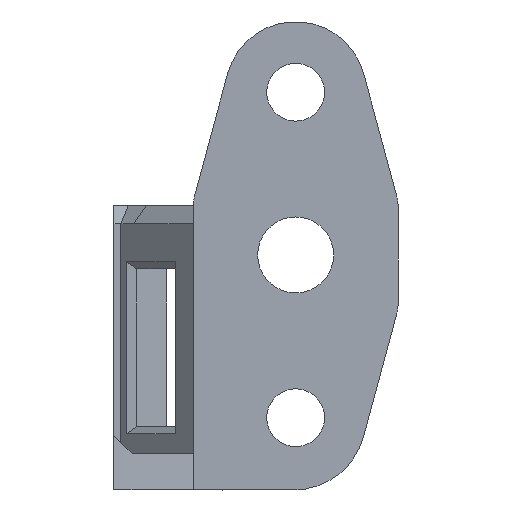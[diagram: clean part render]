
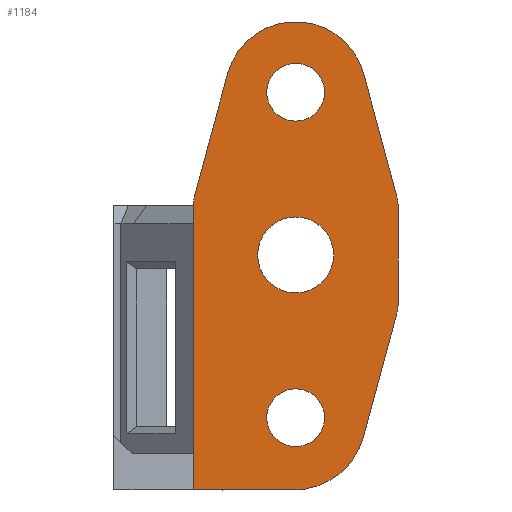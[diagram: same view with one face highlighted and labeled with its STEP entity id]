
A CAD part, front view. The second image highlights one B-rep face of the part: STEP entity #1184.
In plain terms, the highlighted planar face has unit normal (0, -1, 0).
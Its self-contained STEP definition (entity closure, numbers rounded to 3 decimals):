
#20=FACE_BOUND('',#191,.T.);
#21=FACE_BOUND('',#192,.T.);
#22=FACE_BOUND('',#193,.T.);
#28=CIRCLE('',#1205,2.1);
#40=CIRCLE('',#1232,4.);
#41=CIRCLE('',#1235,1.9);
#42=CIRCLE('',#1238,1.9);
#43=CIRCLE('',#1241,3.9);
#44=CIRCLE('',#1244,1.9);
#47=CIRCLE('',#1284,1.6);
#48=CIRCLE('',#1285,1.6);
#119=FACE_OUTER_BOUND('',#190,.T.);
#190=EDGE_LOOP('',(#1041,#1042,#1043,#1044,#1045,#1046,#1047,#1048,#1049,
#1050,#1051,#1052));
#191=EDGE_LOOP('',(#1053));
#192=EDGE_LOOP('',(#1054));
#193=EDGE_LOOP('',(#1055));
#220=LINE('',#1661,#362);
#253=LINE('',#1748,#395);
#256=LINE('',#1756,#398);
#259=LINE('',#1764,#401);
#262=LINE('',#1772,#404);
#266=LINE('',#1781,#408);
#334=LINE('',#1917,#476);
#362=VECTOR('',#1326,10.);
#395=VECTOR('',#1411,10.);
#398=VECTOR('',#1420,10.);
#401=VECTOR('',#1429,10.);
#404=VECTOR('',#1438,10.);
#408=VECTOR('',#1448,10.);
#476=VECTOR('',#1582,10.);
#494=VERTEX_POINT('',#1637);
#503=VERTEX_POINT('',#1658);
#504=VERTEX_POINT('',#1660);
#507=VERTEX_POINT('',#1670);
#531=VERTEX_POINT('',#1742);
#532=VERTEX_POINT('',#1746);
#533=VERTEX_POINT('',#1750);
#534=VERTEX_POINT('',#1754);
#535=VERTEX_POINT('',#1758);
#536=VERTEX_POINT('',#1762);
#537=VERTEX_POINT('',#1766);
#538=VERTEX_POINT('',#1770);
#539=VERTEX_POINT('',#1774);
#578=VERTEX_POINT('',#1927);
#579=VERTEX_POINT('',#1929);
#593=EDGE_CURVE('',#494,#494,#28,.T.);
#605=EDGE_CURVE('',#503,#504,#220,.T.);
#647=EDGE_CURVE('',#531,#503,#40,.T.);
#649=EDGE_CURVE('',#532,#531,#253,.T.);
#651=EDGE_CURVE('',#533,#532,#41,.T.);
#653=EDGE_CURVE('',#534,#533,#256,.T.);
#655=EDGE_CURVE('',#535,#534,#42,.T.);
#657=EDGE_CURVE('',#536,#535,#259,.T.);
#659=EDGE_CURVE('',#537,#536,#43,.T.);
#661=EDGE_CURVE('',#538,#537,#262,.T.);
#663=EDGE_CURVE('',#539,#538,#44,.T.);
#666=EDGE_CURVE('',#507,#539,#266,.T.);
#734=EDGE_CURVE('',#504,#507,#334,.T.);
#739=EDGE_CURVE('',#578,#578,#47,.T.);
#740=EDGE_CURVE('',#579,#579,#48,.T.);
#1041=ORIENTED_EDGE('',*,*,#647,.F.);
#1042=ORIENTED_EDGE('',*,*,#649,.F.);
#1043=ORIENTED_EDGE('',*,*,#651,.F.);
#1044=ORIENTED_EDGE('',*,*,#653,.F.);
#1045=ORIENTED_EDGE('',*,*,#655,.F.);
#1046=ORIENTED_EDGE('',*,*,#657,.F.);
#1047=ORIENTED_EDGE('',*,*,#659,.F.);
#1048=ORIENTED_EDGE('',*,*,#661,.F.);
#1049=ORIENTED_EDGE('',*,*,#663,.F.);
#1050=ORIENTED_EDGE('',*,*,#666,.F.);
#1051=ORIENTED_EDGE('',*,*,#734,.F.);
#1052=ORIENTED_EDGE('',*,*,#605,.F.);
#1053=ORIENTED_EDGE('',*,*,#593,.T.);
#1054=ORIENTED_EDGE('',*,*,#739,.F.);
#1055=ORIENTED_EDGE('',*,*,#740,.F.);
#1120=PLANE('',#1283);
#1184=ADVANCED_FACE('',(#119,#20,#21,#22),#1120,.F.);
#1205=AXIS2_PLACEMENT_3D('',#1638,#1310,#1311);
#1232=AXIS2_PLACEMENT_3D('',#1744,#1406,#1407);
#1235=AXIS2_PLACEMENT_3D('',#1752,#1415,#1416);
#1238=AXIS2_PLACEMENT_3D('',#1760,#1424,#1425);
#1241=AXIS2_PLACEMENT_3D('',#1768,#1433,#1434);
#1244=AXIS2_PLACEMENT_3D('',#1776,#1442,#1443);
#1283=AXIS2_PLACEMENT_3D('',#1926,#1593,#1594);
#1284=AXIS2_PLACEMENT_3D('',#1928,#1595,#1596);
#1285=AXIS2_PLACEMENT_3D('',#1930,#1597,#1598);
#1310=DIRECTION('center_axis',(0.,1.,0.));
#1311=DIRECTION('ref_axis',(1.,0.,0.));
#1326=DIRECTION('',(-1.,0.,0.));
#1406=DIRECTION('center_axis',(0.,1.,0.));
#1407=DIRECTION('ref_axis',(0.608,0.,-0.794));
#1411=DIRECTION('',(-0.261,0.,-0.965));
#1415=DIRECTION('center_axis',(0.,1.,0.));
#1416=DIRECTION('ref_axis',(1.,0.,0.));
#1420=DIRECTION('',(0.,0.,-1.));
#1424=DIRECTION('center_axis',(0.,1.,0.));
#1425=DIRECTION('ref_axis',(0.965,0.,0.261));
#1429=DIRECTION('',(0.261,0.,-0.965));
#1433=DIRECTION('center_axis',(0.,1.,0.));
#1434=DIRECTION('ref_axis',(-0.965,0.,0.261));
#1438=DIRECTION('',(0.261,0.,0.965));
#1442=DIRECTION('center_axis',(0.,1.,0.));
#1443=DIRECTION('ref_axis',(-1.,0.,0.));
#1448=DIRECTION('',(0.,0.,1.));
#1582=DIRECTION('',(0.,0.,1.));
#1593=DIRECTION('center_axis',(0.,1.,0.));
#1594=DIRECTION('ref_axis',(-1.,0.,0.));
#1595=DIRECTION('center_axis',(0.,-1.,0.));
#1596=DIRECTION('ref_axis',(-1.,0.,0.));
#1597=DIRECTION('center_axis',(0.,-1.,0.));
#1598=DIRECTION('ref_axis',(-1.,0.,0.));
#1637=CARTESIAN_POINT('',(28.95,-37.1,13.));
#1638=CARTESIAN_POINT('Origin',(31.05,-37.1,13.));
#1658=CARTESIAN_POINT('',(30.946,-37.1,0.));
#1660=CARTESIAN_POINT('',(25.385,-37.1,0.));
#1661=CARTESIAN_POINT('',(34.009,-37.1,0.));
#1670=CARTESIAN_POINT('',(25.385,-37.1,2.));
#1742=CARTESIAN_POINT('',(34.808,-37.1,2.956));
#1744=CARTESIAN_POINT('Origin',(30.946,-37.1,4.));
#1746=CARTESIAN_POINT('',(36.649,-37.1,9.77));
#1748=CARTESIAN_POINT('',(36.649,-37.1,9.77));
#1750=CARTESIAN_POINT('',(36.715,-37.1,10.265));
#1752=CARTESIAN_POINT('Origin',(34.815,-37.1,10.265));
#1754=CARTESIAN_POINT('',(36.715,-37.1,15.735));
#1756=CARTESIAN_POINT('',(36.715,-37.1,15.735));
#1758=CARTESIAN_POINT('',(36.649,-37.1,16.23));
#1760=CARTESIAN_POINT('Origin',(34.815,-37.1,15.735));
#1762=CARTESIAN_POINT('',(34.815,-37.1,23.017));
#1764=CARTESIAN_POINT('',(34.815,-37.1,23.017));
#1766=CARTESIAN_POINT('',(27.285,-37.1,23.017));
#1768=CARTESIAN_POINT('Origin',(31.05,-37.1,22.));
#1770=CARTESIAN_POINT('',(25.451,-37.1,16.23));
#1772=CARTESIAN_POINT('',(25.451,-37.1,16.23));
#1774=CARTESIAN_POINT('',(25.385,-37.1,15.735));
#1776=CARTESIAN_POINT('Origin',(27.285,-37.1,15.735));
#1781=CARTESIAN_POINT('',(25.385,-37.1,10.265));
#1917=CARTESIAN_POINT('',(25.385,-37.1,10.265));
#1926=CARTESIAN_POINT('Origin',(31.05,-37.1,13.));
#1927=CARTESIAN_POINT('',(32.65,-37.1,4.));
#1928=CARTESIAN_POINT('Origin',(31.05,-37.1,4.));
#1929=CARTESIAN_POINT('',(32.65,-37.1,22.));
#1930=CARTESIAN_POINT('Origin',(31.05,-37.1,22.));
